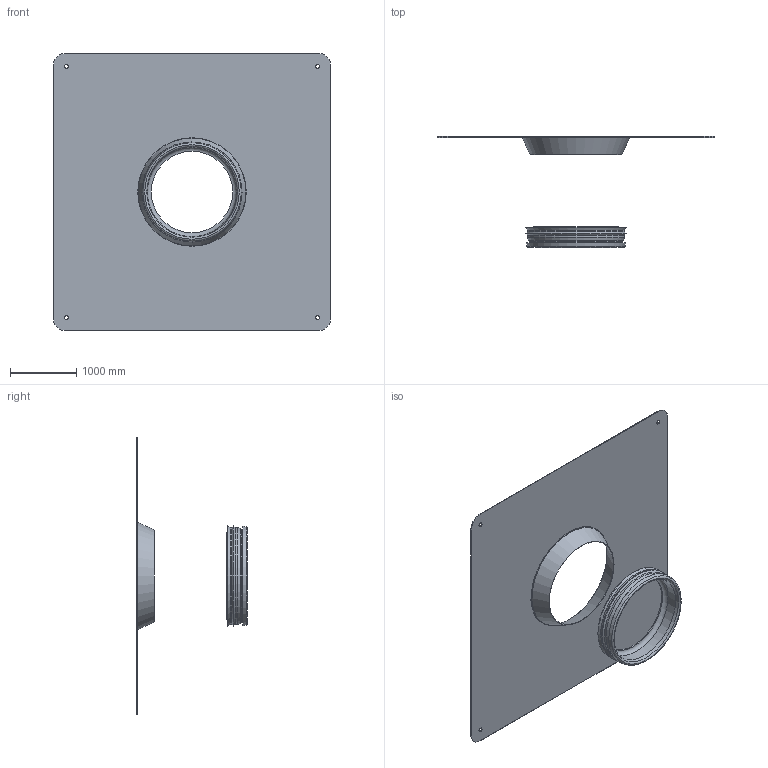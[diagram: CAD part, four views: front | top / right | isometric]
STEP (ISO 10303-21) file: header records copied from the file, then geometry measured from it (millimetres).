
FILE_DESCRIPTION(/* description */ (''),/* implementation_level */ '2;1');
FILE_NAME(/* name */ '15073.125X_3D.stp',/* time_stamp */ '2025-09-09T09:48:27+02:00',/* author */ ('N.Hausmann'),/* organization */ (''),/* preprocessor_version */ 'ST-DEVELOPER v20',/* originating_system */ 'AutoCAD Mechanical',/* authorisation */ '');
FILE_SCHEMA (('AUTOMOTIVE_DESIGN { 1 0 10303 214 3 1 1 }'));
Length unit declared in the file: centimetre
Products named in the file (2): Product; *S0
Assembly tree (1 placements, depth 2):
  Product
    *S0
Bounding box: 4200 x 1675.61 x 4200 mm (x, y, z)
Volume: 250111897.5 mm3; surface area: 38122196.3 mm2
Topology: 2 solids, 2 shells, 43 faces, 96 edges, 60 vertices
Faces by surface type: cylinder 14, plane 11, cone 10, torus 8
Full cylindrical faces by diameter (mm): 60 x4, 1230 x1, 1350 x1, 1400 x1, 1466 x1, 1470 x1, 1514 x1
Entity records: 1288 total; most frequent: DIRECTION 248, CARTESIAN_POINT 202, ORIENTED_EDGE 192, AXIS2_PLACEMENT_3D 106, EDGE_CURVE 96, CIRCLE 60, VERTEX_POINT 60, EDGE_LOOP 58
